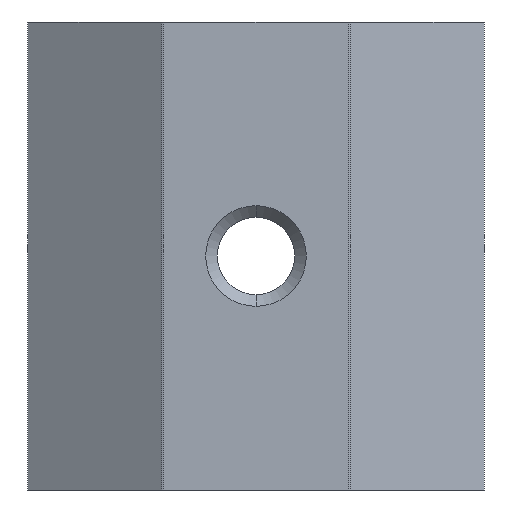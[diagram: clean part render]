
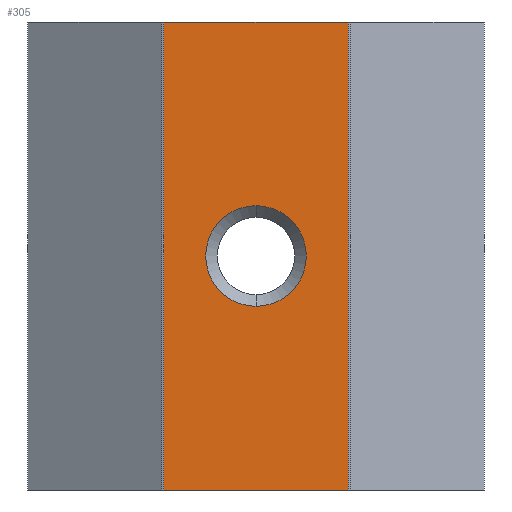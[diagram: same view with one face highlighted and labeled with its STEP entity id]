
A CAD part, front view. The second image highlights one B-rep face of the part: STEP entity #305.
In plain terms, the highlighted planar face has unit normal (0, -1, 0).
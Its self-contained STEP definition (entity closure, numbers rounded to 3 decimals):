
#1 = DIRECTION ( 'NONE',  ( 1., 0., 0. ) ) ;
#7 = CARTESIAN_POINT ( 'NONE',  ( 0., -9.5, 0. ) ) ;
#29 = FACE_OUTER_BOUND ( 'NONE', #785, .T. ) ;
#71 = DIRECTION ( 'NONE',  ( 0., 0., 1. ) ) ;
#95 = EDGE_CURVE ( 'NONE', #888, #430, #457, .T. ) ;
#104 = ORIENTED_EDGE ( 'NONE', *, *, #95, .T. ) ;
#106 = DIRECTION ( 'NONE',  ( 0., 0., 1. ) ) ;
#108 = EDGE_LOOP ( 'NONE', ( #345, #104 ) ) ;
#114 = CARTESIAN_POINT ( 'NONE',  ( -4., -9.5, 10. ) ) ;
#122 = CIRCLE ( 'NONE', #438, 2.15 ) ;
#145 = LINE ( 'NONE', #494, #719 ) ;
#212 = VECTOR ( 'NONE', #473, 1000. ) ;
#236 = CARTESIAN_POINT ( 'NONE',  ( -4., -9.5, 10. ) ) ;
#242 = EDGE_CURVE ( 'NONE', #664, #789, #760, .T. ) ;
#304 = ORIENTED_EDGE ( 'NONE', *, *, #242, .T. ) ;
#305 = ADVANCED_FACE ( 'NONE', ( #871, #29 ), #853, .F. ) ;
#338 = CARTESIAN_POINT ( 'NONE',  ( 0., -9.5, -2.15 ) ) ;
#345 = ORIENTED_EDGE ( 'NONE', *, *, #670, .T. ) ;
#347 = VECTOR ( 'NONE', #535, 1000. ) ;
#413 = CARTESIAN_POINT ( 'NONE',  ( 3.941, -9.5, 10. ) ) ;
#415 = EDGE_CURVE ( 'NONE', #423, #798, #813, .T. ) ;
#423 = VERTEX_POINT ( 'NONE', #634 ) ;
#430 = VERTEX_POINT ( 'NONE', #338 ) ;
#432 = AXIS2_PLACEMENT_3D ( 'NONE', #482, #532, #696 ) ;
#438 = AXIS2_PLACEMENT_3D ( 'NONE', #7, #557, #106 ) ;
#451 = DIRECTION ( 'NONE',  ( 0., 0., 1. ) ) ;
#457 = CIRCLE ( 'NONE', #432, 2.15 ) ;
#473 = DIRECTION ( 'NONE',  ( 1., 0., 0. ) ) ;
#482 = CARTESIAN_POINT ( 'NONE',  ( 0., -9.5, 0. ) ) ;
#494 = CARTESIAN_POINT ( 'NONE',  ( -4., -9.5, -10. ) ) ;
#524 = ORIENTED_EDGE ( 'NONE', *, *, #880, .F. ) ;
#532 = DIRECTION ( 'NONE',  ( 0., 1., 0. ) ) ;
#535 = DIRECTION ( 'NONE',  ( 0., 0., -1. ) ) ;
#541 = EDGE_CURVE ( 'NONE', #798, #664, #145, .T. ) ;
#545 = AXIS2_PLACEMENT_3D ( 'NONE', #236, #790, #451 ) ;
#557 = DIRECTION ( 'NONE',  ( 0., 1., 0. ) ) ;
#596 = VECTOR ( 'NONE', #71, 1000. ) ;
#608 = CARTESIAN_POINT ( 'NONE',  ( 0., -9.5, 2.15 ) ) ;
#634 = CARTESIAN_POINT ( 'NONE',  ( -3.941, -9.5, 10. ) ) ;
#662 = CARTESIAN_POINT ( 'NONE',  ( -3.941, -9.5, -10. ) ) ;
#664 = VERTEX_POINT ( 'NONE', #834 ) ;
#670 = EDGE_CURVE ( 'NONE', #430, #888, #122, .T. ) ;
#691 = ORIENTED_EDGE ( 'NONE', *, *, #415, .T. ) ;
#696 = DIRECTION ( 'NONE',  ( 0., 0., 1. ) ) ;
#719 = VECTOR ( 'NONE', #1, 1000. ) ;
#726 = CARTESIAN_POINT ( 'NONE',  ( 3.941, -9.5, 10. ) ) ;
#750 = LINE ( 'NONE', #114, #212 ) ;
#760 = LINE ( 'NONE', #413, #596 ) ;
#785 = EDGE_LOOP ( 'NONE', ( #848, #304, #524, #691 ) ) ;
#789 = VERTEX_POINT ( 'NONE', #726 ) ;
#790 = DIRECTION ( 'NONE',  ( 0., 1., 0. ) ) ;
#798 = VERTEX_POINT ( 'NONE', #662 ) ;
#813 = LINE ( 'NONE', #877, #347 ) ;
#834 = CARTESIAN_POINT ( 'NONE',  ( 3.941, -9.5, -10. ) ) ;
#848 = ORIENTED_EDGE ( 'NONE', *, *, #541, .T. ) ;
#853 = PLANE ( 'NONE',  #545 ) ;
#871 = FACE_BOUND ( 'NONE', #108, .T. ) ;
#877 = CARTESIAN_POINT ( 'NONE',  ( -3.941, -9.5, 10. ) ) ;
#880 = EDGE_CURVE ( 'NONE', #423, #789, #750, .T. ) ;
#888 = VERTEX_POINT ( 'NONE', #608 ) ;
